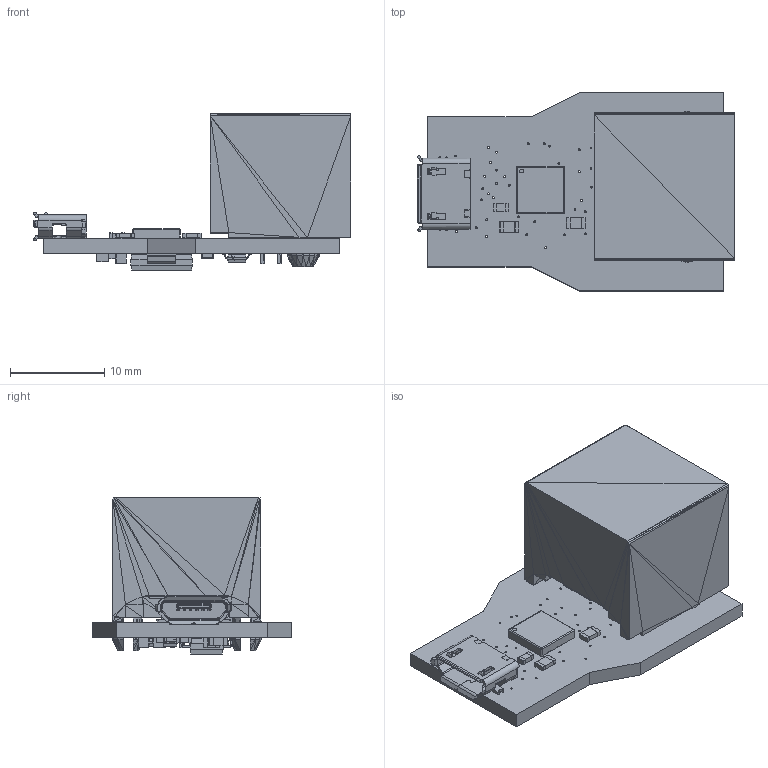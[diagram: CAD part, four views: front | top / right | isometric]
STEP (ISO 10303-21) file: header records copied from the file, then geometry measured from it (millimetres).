
FILE_DESCRIPTION(('for SolidWorks'),'2;1');
FILE_NAME('mcp2esp32.step', '2020-10-17T18:37:22',('user'),(''),'Open CASCADE STEP processor 6.6', 'DipTrace','Unknown');
FILE_SCHEMA(('AUTOMOTIVE_DESIGN { 1 0 10303 214 1 1 1 1 }'));
Length unit declared in the file: millimetre
Products named in the file (11): PCB_mcp2esp32; Board_mcp2esp32; cap_0603; cap_0805; 207A-BBA0-R_C_1; sot23; res_0805; pqfn-28r_5x5x0.5; MCP1826S-3302E/DB; 43860-0002
Assembly tree (18 placements, depth 2):
  PCB_mcp2esp32
    Board_mcp2esp32
    cap_0603  x3
    cap_0805  x3
    cap_0805
    207A-BBA0-R_C_1
    sot23  x2
    res_0805  x4
    pqfn-28r_5x5x0.5
    MCP1826S-3302E/DB
    43860-0002
Bounding box: 33.63 x 20.95 x 16.68 mm (x, y, z)
Volume: 976.3 mm3; surface area: 4106.8 mm2
Topology: 19 solids, 33 shells, 3006 faces, 6143 edges, 3214 vertices
Faces by surface type: plane 2410, cylinder 327, bspline 244, torus 17, sphere 8
Full cylindrical faces by diameter (mm): 0.2 x61, 0.4 x1, 0.658 x2, 0.8 x2, 0.89 x6, 3.25 x2
Entity records: 78311 total; most frequent: CARTESIAN_POINT 12363, DIRECTION 10529, ORIENTED_EDGE 10490, EDGE_CURVE 5247, LINE 4267, VECTOR 4267, AXIS2_PLACEMENT_3D 3131, FACE_BOUND 2813
